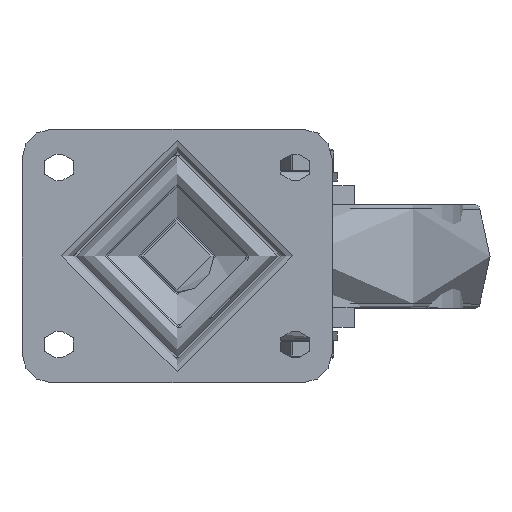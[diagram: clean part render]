
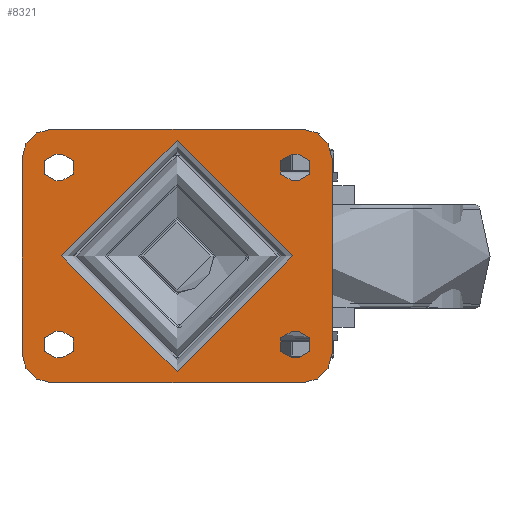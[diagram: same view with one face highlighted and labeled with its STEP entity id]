
A CAD part, top view. The second image highlights one B-rep face of the part: STEP entity #8321.
In plain terms, the highlighted planar face has unit normal (0, 0, 1).
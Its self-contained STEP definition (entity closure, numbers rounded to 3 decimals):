
#310=FACE_BOUND('',#2849,.T.);
#311=FACE_BOUND('',#2850,.T.);
#312=FACE_BOUND('',#2851,.T.);
#313=FACE_BOUND('',#2852,.T.);
#314=FACE_BOUND('',#2853,.T.);
#419=PLANE('',#9121);
#1062=LINE('',#12852,#1661);
#1065=LINE('',#12856,#1664);
#1067=LINE('',#12859,#1666);
#1069=LINE('',#12862,#1668);
#1071=LINE('',#12865,#1670);
#1074=LINE('',#12888,#1673);
#1081=LINE('',#12897,#1680);
#1082=LINE('',#12898,#1681);
#1083=LINE('',#12899,#1682);
#1084=LINE('',#12900,#1683);
#1085=LINE('',#12901,#1684);
#1086=LINE('',#12902,#1685);
#1661=VECTOR('',#10364,1000.);
#1664=VECTOR('',#10369,1000.);
#1666=VECTOR('',#10373,1000.);
#1668=VECTOR('',#10377,1000.);
#1670=VECTOR('',#10381,1000.);
#1673=VECTOR('',#10402,1000.);
#1680=VECTOR('',#10413,1000.);
#1681=VECTOR('',#10414,1000.);
#1682=VECTOR('',#10415,1000.);
#1683=VECTOR('',#10416,1000.);
#1684=VECTOR('',#10417,1000.);
#1685=VECTOR('',#10418,1000.);
#2332=FACE_OUTER_BOUND('',#2848,.T.);
#2848=EDGE_LOOP('',(#6247,#6248,#6249,#6250,#6251,#6252,#6253,#6254));
#2849=EDGE_LOOP('',(#6255,#6256,#6257,#6258));
#2850=EDGE_LOOP('',(#6259,#6260,#6261,#6262));
#2851=EDGE_LOOP('',(#6263));
#2852=EDGE_LOOP('',(#6264,#6265,#6266,#6267));
#2853=EDGE_LOOP('',(#6268,#6269,#6270,#6271));
#3304=CIRCLE('',#8858,4.5);
#3306=CIRCLE('',#8861,4.5);
#3308=CIRCLE('',#8864,4.5);
#3310=CIRCLE('',#8867,4.5);
#3311=CIRCLE('',#8869,10.);
#3313=CIRCLE('',#8872,10.);
#3341=CIRCLE('',#8919,39.);
#3437=CIRCLE('',#9024,4.5);
#3439=CIRCLE('',#9027,4.5);
#3441=CIRCLE('',#9030,4.5);
#3443=CIRCLE('',#9033,4.5);
#3444=CIRCLE('',#9035,10.);
#3446=CIRCLE('',#9038,10.);
#3648=VERTEX_POINT('',#12038);
#3649=VERTEX_POINT('',#12040);
#3652=VERTEX_POINT('',#12047);
#3653=VERTEX_POINT('',#12049);
#3656=VERTEX_POINT('',#12056);
#3657=VERTEX_POINT('',#12058);
#3660=VERTEX_POINT('',#12065);
#3661=VERTEX_POINT('',#12067);
#3662=VERTEX_POINT('',#12071);
#3663=VERTEX_POINT('',#12072);
#3666=VERTEX_POINT('',#12080);
#3667=VERTEX_POINT('',#12081);
#3717=VERTEX_POINT('',#12195);
#3845=VERTEX_POINT('',#12468);
#3846=VERTEX_POINT('',#12470);
#3849=VERTEX_POINT('',#12477);
#3850=VERTEX_POINT('',#12479);
#3853=VERTEX_POINT('',#12486);
#3854=VERTEX_POINT('',#12488);
#3857=VERTEX_POINT('',#12495);
#3858=VERTEX_POINT('',#12497);
#3859=VERTEX_POINT('',#12501);
#3860=VERTEX_POINT('',#12502);
#3863=VERTEX_POINT('',#12510);
#3864=VERTEX_POINT('',#12511);
#4441=EDGE_CURVE('',#3649,#3648,#3304,.T.);
#4445=EDGE_CURVE('',#3653,#3652,#3306,.T.);
#4449=EDGE_CURVE('',#3657,#3656,#3308,.T.);
#4453=EDGE_CURVE('',#3661,#3660,#3310,.T.);
#4455=EDGE_CURVE('',#3662,#3663,#3311,.T.);
#4459=EDGE_CURVE('',#3666,#3667,#3313,.T.);
#4516=EDGE_CURVE('',#3717,#3717,#3341,.T.);
#4653=EDGE_CURVE('',#3845,#3846,#3437,.T.);
#4657=EDGE_CURVE('',#3849,#3850,#3439,.T.);
#4661=EDGE_CURVE('',#3853,#3854,#3441,.T.);
#4665=EDGE_CURVE('',#3857,#3858,#3443,.T.);
#4667=EDGE_CURVE('',#3859,#3860,#3444,.T.);
#4671=EDGE_CURVE('',#3863,#3864,#3446,.T.);
#4761=EDGE_CURVE('',#3860,#3863,#1062,.T.);
#4764=EDGE_CURVE('',#3858,#3853,#1065,.T.);
#4766=EDGE_CURVE('',#3854,#3857,#1067,.T.);
#4768=EDGE_CURVE('',#3850,#3845,#1069,.T.);
#4770=EDGE_CURVE('',#3846,#3849,#1071,.T.);
#4775=EDGE_CURVE('',#3859,#3662,#1074,.T.);
#4782=EDGE_CURVE('',#3864,#3667,#1081,.T.);
#4783=EDGE_CURVE('',#3663,#3666,#1082,.T.);
#4784=EDGE_CURVE('',#3648,#3653,#1083,.T.);
#4785=EDGE_CURVE('',#3652,#3649,#1084,.T.);
#4786=EDGE_CURVE('',#3656,#3661,#1085,.T.);
#4787=EDGE_CURVE('',#3660,#3657,#1086,.T.);
#6247=ORIENTED_EDGE('',*,*,#4782,.T.);
#6248=ORIENTED_EDGE('',*,*,#4459,.F.);
#6249=ORIENTED_EDGE('',*,*,#4783,.F.);
#6250=ORIENTED_EDGE('',*,*,#4455,.F.);
#6251=ORIENTED_EDGE('',*,*,#4775,.F.);
#6252=ORIENTED_EDGE('',*,*,#4667,.T.);
#6253=ORIENTED_EDGE('',*,*,#4761,.T.);
#6254=ORIENTED_EDGE('',*,*,#4671,.T.);
#6255=ORIENTED_EDGE('',*,*,#4770,.F.);
#6256=ORIENTED_EDGE('',*,*,#4653,.F.);
#6257=ORIENTED_EDGE('',*,*,#4768,.F.);
#6258=ORIENTED_EDGE('',*,*,#4657,.F.);
#6259=ORIENTED_EDGE('',*,*,#4766,.F.);
#6260=ORIENTED_EDGE('',*,*,#4661,.F.);
#6261=ORIENTED_EDGE('',*,*,#4764,.F.);
#6262=ORIENTED_EDGE('',*,*,#4665,.F.);
#6263=ORIENTED_EDGE('',*,*,#4516,.F.);
#6264=ORIENTED_EDGE('',*,*,#4784,.T.);
#6265=ORIENTED_EDGE('',*,*,#4445,.T.);
#6266=ORIENTED_EDGE('',*,*,#4785,.T.);
#6267=ORIENTED_EDGE('',*,*,#4441,.T.);
#6268=ORIENTED_EDGE('',*,*,#4786,.T.);
#6269=ORIENTED_EDGE('',*,*,#4453,.T.);
#6270=ORIENTED_EDGE('',*,*,#4787,.T.);
#6271=ORIENTED_EDGE('',*,*,#4449,.T.);
#8321=ADVANCED_FACE('',(#2332,#310,#311,#312,#313,#314),#419,.T.);
#8858=AXIS2_PLACEMENT_3D('',#12041,#9728,#9729);
#8861=AXIS2_PLACEMENT_3D('',#12050,#9736,#9737);
#8864=AXIS2_PLACEMENT_3D('',#12059,#9744,#9745);
#8867=AXIS2_PLACEMENT_3D('',#12068,#9752,#9753);
#8869=AXIS2_PLACEMENT_3D('',#12073,#9757,#9758);
#8872=AXIS2_PLACEMENT_3D('',#12082,#9765,#9766);
#8919=AXIS2_PLACEMENT_3D('',#12196,#9876,#9877);
#9024=AXIS2_PLACEMENT_3D('',#12471,#10127,#10128);
#9027=AXIS2_PLACEMENT_3D('',#12480,#10135,#10136);
#9030=AXIS2_PLACEMENT_3D('',#12489,#10143,#10144);
#9033=AXIS2_PLACEMENT_3D('',#12498,#10151,#10152);
#9035=AXIS2_PLACEMENT_3D('',#12503,#10156,#10157);
#9038=AXIS2_PLACEMENT_3D('',#12512,#10164,#10165);
#9121=AXIS2_PLACEMENT_3D('',#12896,#10411,#10412);
#9728=DIRECTION('center_axis',(0.,0.,-1.));
#9729=DIRECTION('ref_axis',(1.,0.,0.));
#9736=DIRECTION('center_axis',(0.,0.,-1.));
#9737=DIRECTION('ref_axis',(-1.,0.,0.));
#9744=DIRECTION('center_axis',(0.,0.,-1.));
#9745=DIRECTION('ref_axis',(1.,0.,0.));
#9752=DIRECTION('center_axis',(0.,0.,-1.));
#9753=DIRECTION('ref_axis',(-1.,0.,0.));
#9757=DIRECTION('center_axis',(0.,0.,-1.));
#9758=DIRECTION('ref_axis',(0.707,0.707,0.));
#9765=DIRECTION('center_axis',(0.,0.,-1.));
#9766=DIRECTION('ref_axis',(0.707,-0.707,0.));
#9876=DIRECTION('center_axis',(0.,0.,1.));
#9877=DIRECTION('ref_axis',(0.,-1.,0.));
#10127=DIRECTION('center_axis',(0.,0.,1.));
#10128=DIRECTION('ref_axis',(-1.,0.,0.));
#10135=DIRECTION('center_axis',(0.,0.,1.));
#10136=DIRECTION('ref_axis',(1.,0.,0.));
#10143=DIRECTION('center_axis',(0.,0.,1.));
#10144=DIRECTION('ref_axis',(-1.,0.,0.));
#10151=DIRECTION('center_axis',(0.,0.,1.));
#10152=DIRECTION('ref_axis',(1.,0.,0.));
#10156=DIRECTION('center_axis',(0.,0.,1.));
#10157=DIRECTION('ref_axis',(-0.707,0.707,0.));
#10164=DIRECTION('center_axis',(0.,0.,1.));
#10165=DIRECTION('ref_axis',(-0.707,-0.707,0.));
#10364=DIRECTION('',(0.,-1.,0.));
#10369=DIRECTION('',(1.,0.,0.));
#10373=DIRECTION('',(-1.,0.,0.));
#10377=DIRECTION('',(1.,0.,0.));
#10381=DIRECTION('',(-1.,0.,0.));
#10402=DIRECTION('',(1.,0.,0.));
#10411=DIRECTION('center_axis',(0.,0.,1.));
#10412=DIRECTION('ref_axis',(1.,0.,0.));
#10413=DIRECTION('',(1.,0.,0.));
#10414=DIRECTION('',(0.,-1.,0.));
#10415=DIRECTION('',(1.,0.,0.));
#10416=DIRECTION('',(-1.,0.,0.));
#10417=DIRECTION('',(1.,0.,0.));
#10418=DIRECTION('',(-1.,0.,0.));
#12038=CARTESIAN_POINT('',(39.,-25.5,0.));
#12040=CARTESIAN_POINT('',(39.,-34.5,0.));
#12041=CARTESIAN_POINT('Origin',(39.,-30.,0.));
#12047=CARTESIAN_POINT('',(41.,-34.5,0.));
#12049=CARTESIAN_POINT('',(41.,-25.5,0.));
#12050=CARTESIAN_POINT('Origin',(41.,-30.,0.));
#12056=CARTESIAN_POINT('',(39.,34.5,0.));
#12058=CARTESIAN_POINT('',(39.,25.5,0.));
#12059=CARTESIAN_POINT('Origin',(39.,30.,0.));
#12065=CARTESIAN_POINT('',(41.,25.5,0.));
#12067=CARTESIAN_POINT('',(41.,34.5,0.));
#12068=CARTESIAN_POINT('Origin',(41.,30.,0.));
#12071=CARTESIAN_POINT('',(42.5,43.,0.));
#12072=CARTESIAN_POINT('',(52.5,33.,0.));
#12073=CARTESIAN_POINT('Origin',(42.5,33.,0.));
#12080=CARTESIAN_POINT('',(52.5,-33.,0.));
#12081=CARTESIAN_POINT('',(42.5,-43.,0.));
#12082=CARTESIAN_POINT('Origin',(42.5,-33.,0.));
#12195=CARTESIAN_POINT('',(39.,0.,0.));
#12196=CARTESIAN_POINT('Origin',(0.,0.,0.));
#12468=CARTESIAN_POINT('',(-39.,-34.5,0.));
#12470=CARTESIAN_POINT('',(-39.,-25.5,0.));
#12471=CARTESIAN_POINT('Origin',(-39.,-30.,0.));
#12477=CARTESIAN_POINT('',(-41.,-25.5,0.));
#12479=CARTESIAN_POINT('',(-41.,-34.5,0.));
#12480=CARTESIAN_POINT('Origin',(-41.,-30.,0.));
#12486=CARTESIAN_POINT('',(-39.,25.5,0.));
#12488=CARTESIAN_POINT('',(-39.,34.5,0.));
#12489=CARTESIAN_POINT('Origin',(-39.,30.,0.));
#12495=CARTESIAN_POINT('',(-41.,34.5,0.));
#12497=CARTESIAN_POINT('',(-41.,25.5,0.));
#12498=CARTESIAN_POINT('Origin',(-41.,30.,0.));
#12501=CARTESIAN_POINT('',(-42.5,43.,0.));
#12502=CARTESIAN_POINT('',(-52.5,33.,0.));
#12503=CARTESIAN_POINT('Origin',(-42.5,33.,0.));
#12510=CARTESIAN_POINT('',(-52.5,-33.,0.));
#12511=CARTESIAN_POINT('',(-42.5,-43.,0.));
#12512=CARTESIAN_POINT('Origin',(-42.5,-33.,0.));
#12852=CARTESIAN_POINT('',(-52.5,43.,0.));
#12856=CARTESIAN_POINT('',(-41.,25.5,0.));
#12859=CARTESIAN_POINT('',(-41.,34.5,0.));
#12862=CARTESIAN_POINT('',(-41.,-34.5,0.));
#12865=CARTESIAN_POINT('',(-41.,-25.5,0.));
#12888=CARTESIAN_POINT('',(-52.5,43.,0.));
#12896=CARTESIAN_POINT('Origin',(0.,0.,0.));
#12897=CARTESIAN_POINT('',(-52.5,-43.,0.));
#12898=CARTESIAN_POINT('',(52.5,43.,0.));
#12899=CARTESIAN_POINT('',(41.,-25.5,0.));
#12900=CARTESIAN_POINT('',(41.,-34.5,0.));
#12901=CARTESIAN_POINT('',(41.,34.5,0.));
#12902=CARTESIAN_POINT('',(41.,25.5,0.));
